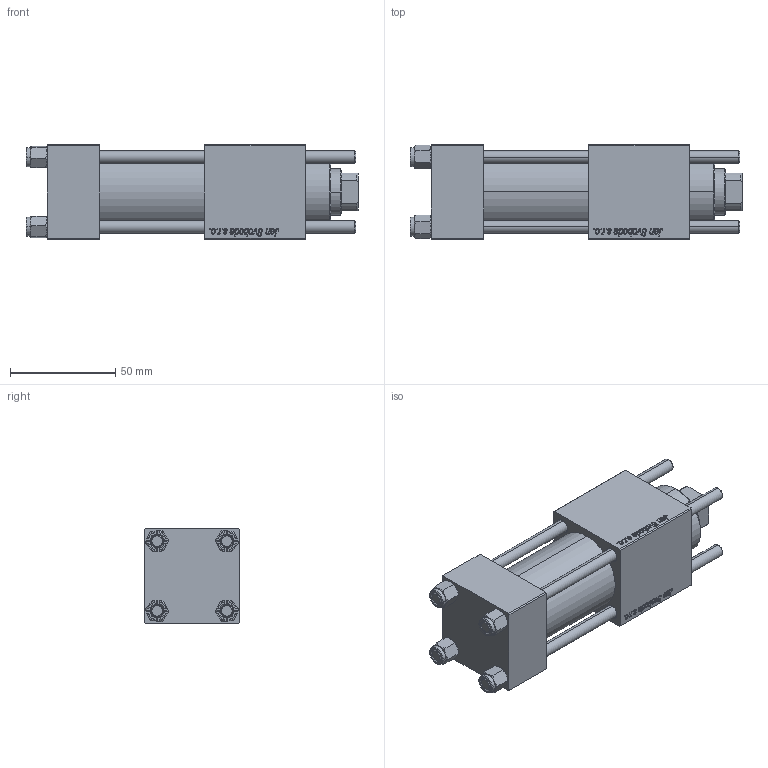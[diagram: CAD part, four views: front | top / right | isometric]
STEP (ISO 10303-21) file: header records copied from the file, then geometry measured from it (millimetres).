
FILE_DESCRIPTION (( 'STEP AP203' ), '1' );
FILE_NAME ('2bd7.STEP', '2022-04-14T23:47:58', ( '' ), ( '' ), 'SwSTEP 2.0', 'SolidWorks 2019', '' );
FILE_SCHEMA (( 'CONFIG_CONTROL_DESIGN' ));
Length unit declared in the file: millimetre
Products named in the file (6): V215CR_VCP_B 8140874fa2888bab99abcb5ed8099cf7; V215CR_B-1 8140874fa2888bab99abcb5ed8099cf7; NUT_M5_B 8140874fa2888bab99abcb5ed8099cf7; 2bd7; V215_VC_A 8140874fa2888bab99abcb5ed8099cf7; V215CR_B_TYCINKA 8140874fa2888bab99abcb5ed8099cf7
Assembly tree (11 placements, depth 2):
  2bd7
    V215CR_B-1 8140874fa2888bab99abcb5ed8099cf7
    V215CR_VCP_B 8140874fa2888bab99abcb5ed8099cf7
    NUT_M5_B 8140874fa2888bab99abcb5ed8099cf7  x4
    V215CR_B_TYCINKA 8140874fa2888bab99abcb5ed8099cf7  x4
    V215_VC_A 8140874fa2888bab99abcb5ed8099cf7
Bounding box: 158 x 45 x 45 mm (x, y, z)
Volume: 214289.2 mm3; surface area: 76774.6 mm2
Topology: 11 solids, 11 shells, 1156 faces, 2936 edges, 1905 vertices
Faces by surface type: bspline 504, plane 429, cone 136, cylinder 79, torus 8
Entity records: 56829 total; most frequent: CARTESIAN_POINT 34073, ORIENTED_EDGE 5364, DIRECTION 2914, EDGE_CURVE 2682, VERTEX_POINT 1761, LINE 1444, VECTOR 1444, EDGE_LOOP 1159
